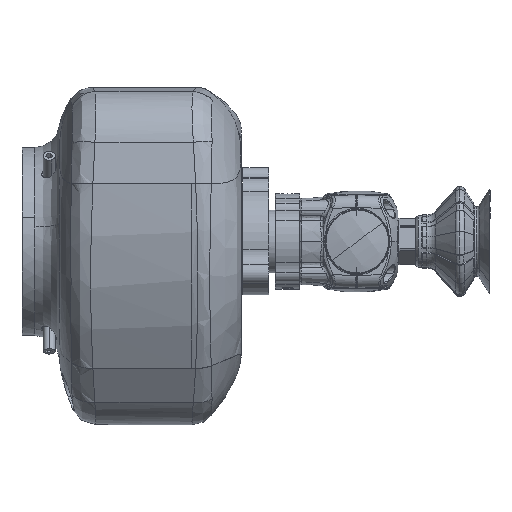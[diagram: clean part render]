
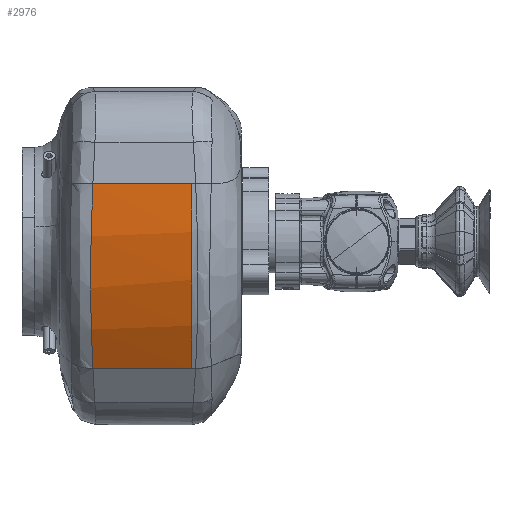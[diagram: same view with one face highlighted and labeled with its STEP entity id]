
A CAD part, left-side view. The second image highlights one B-rep face of the part: STEP entity #2976.
In plain terms, the highlighted cylindrical face has radius 130 mm (diameter 260 mm), a partial arc.
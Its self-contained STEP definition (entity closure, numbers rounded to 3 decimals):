
#2976=ADVANCED_FACE('',(#9891),#9892,.T.);
#9891=FACE_OUTER_BOUND('',#39776,.T.);
#9892=CYLINDRICAL_SURFACE('',#39777,130.0);
#39776=EDGE_LOOP('',(#84422,#84423,#84424,#84425));
#39777=AXIS2_PLACEMENT_3D('',#84426,#84427,#84428);
#84422=ORIENTED_EDGE('',*,*,#102118,.F.);
#84423=ORIENTED_EDGE('',*,*,#102257,.T.);
#84424=ORIENTED_EDGE('',*,*,#102258,.F.);
#84425=ORIENTED_EDGE('',*,*,#102198,.F.);
#84426=CARTESIAN_POINT('',(67.029,-60.467,81.617));
#84427=DIRECTION('',(0.,-1.0,0.));
#84428=DIRECTION('',(0.966,0.,-0.259));
#102118=EDGE_CURVE('',#116177,#116179,#116180,.T.);
#102198=EDGE_CURVE('',#116179,#116329,#116330,.T.);
#102257=EDGE_CURVE('',#116177,#116428,#116429,.T.);
#102258=EDGE_CURVE('',#116329,#116428,#116430,.T.);
#116177=VERTEX_POINT('',#147813);
#116179=VERTEX_POINT('',#147830);
#116180=LINE('',#147831,#147832);
#116329=VERTEX_POINT('',#148725);
#116330=CIRCLE('',#148726,130.0);
#116428=VERTEX_POINT('',#149096);
#116429=B_SPLINE_CURVE_WITH_KNOTS('',3,(#149097,#149098,#149099,#149100,#149101,#149102,#149103,#149104,#149105,#149106,#149107,#149108,#149109,#149110,#149111,#149112,#149113,#149114,#149115,#149116,#149117,#149118),.UNSPECIFIED.,.F.,.F.,(4,2,2,2,2,2,2,2,2,2,4),(0.0,0.01,0.02,0.025,0.029,0.039,0.049,0.054,0.059,0.069,0.078),.UNSPECIFIED.);
#116430=LINE('',#149119,#149120);
#147813=CARTESIAN_POINT('',(-62.866,-20.516,86.84));
#147830=CARTESIAN_POINT('',(-62.866,-60.467,86.84));
#147831=CARTESIAN_POINT('',(-62.866,-37.667,86.84));
#147832=VECTOR('',#177997,1000.0);
#148725=CARTESIAN_POINT('',(-42.852,-60.467,12.147));
#148726=AXIS2_PLACEMENT_3D('',#178108,#178109,#178110);
#149096=CARTESIAN_POINT('',(-42.852,-20.516,12.147));
#149097=CARTESIAN_POINT('',(-62.866,-20.516,86.84));
#149098=CARTESIAN_POINT('',(-62.998,-20.395,83.567));
#149099=CARTESIAN_POINT('',(-63.005,-20.271,80.298));
#149100=CARTESIAN_POINT('',(-62.775,-20.028,73.771));
#149101=CARTESIAN_POINT('',(-62.537,-19.916,70.512));
#149102=CARTESIAN_POINT('',(-61.995,-19.783,65.63));
#149103=CARTESIAN_POINT('',(-61.783,-19.744,64.004));
#149104=CARTESIAN_POINT('',(-61.299,-19.677,60.768));
#149105=CARTESIAN_POINT('',(-61.026,-19.649,59.155));
#149106=CARTESIAN_POINT('',(-60.118,-19.578,54.336));
#149107=CARTESIAN_POINT('',(-59.392,-19.552,51.146));
#149108=CARTESIAN_POINT('',(-57.695,-19.552,44.812));
#149109=CARTESIAN_POINT('',(-56.729,-19.578,41.683));
#149110=CARTESIAN_POINT('',(-55.103,-19.649,37.047));
#149111=CARTESIAN_POINT('',(-54.531,-19.677,35.509));
#149112=CARTESIAN_POINT('',(-53.331,-19.744,32.464));
#149113=CARTESIAN_POINT('',(-52.704,-19.783,30.954));
#149114=CARTESIAN_POINT('',(-50.737,-19.915,26.465));
#149115=CARTESIAN_POINT('',(-49.316,-20.028,23.526));
#149116=CARTESIAN_POINT('',(-46.249,-20.27,17.752));
#149117=CARTESIAN_POINT('',(-44.603,-20.395,14.916));
#149118=CARTESIAN_POINT('',(-42.852,-20.516,12.147));
#149119=CARTESIAN_POINT('',(-42.852,-37.667,12.147));
#149120=VECTOR('',#178179,1000.0);
#177997=DIRECTION('',(0.,-1.0,0.));
#178108=CARTESIAN_POINT('',(67.029,-60.467,81.617));
#178109=DIRECTION('',(0.,-1.0,0.));
#178110=DIRECTION('',(-0.966,0.0,0.259));
#178179=DIRECTION('',(0.,1.0,0.));
